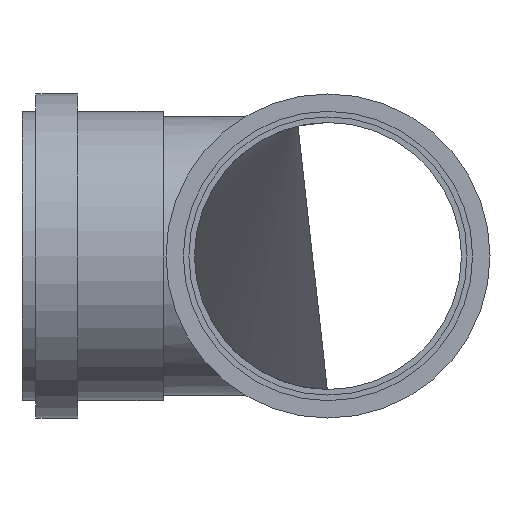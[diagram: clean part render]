
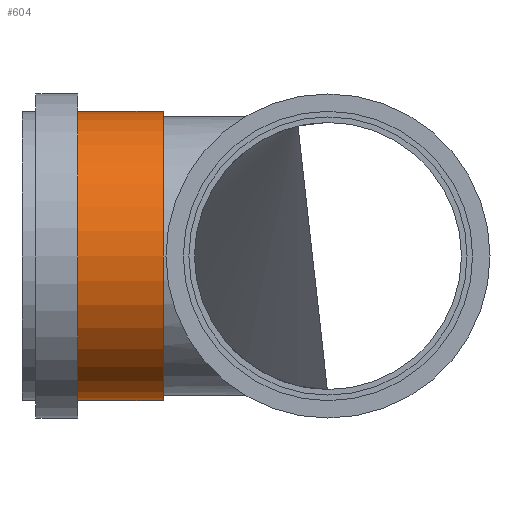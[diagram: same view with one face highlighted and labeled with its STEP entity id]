
A CAD part, left-side view. The second image highlights one B-rep face of the part: STEP entity #604.
In plain terms, the highlighted cylindrical face has radius 83.2 mm (diameter 166.4 mm), a full revolution.
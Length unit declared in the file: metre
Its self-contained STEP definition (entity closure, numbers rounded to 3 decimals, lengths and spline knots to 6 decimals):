
#393 = PLANE('',#394);
#394 = AXIS2_PLACEMENT_3D('',#395,#396,#397);
#395 = CARTESIAN_POINT('',(0.2592,0.0948,0.));
#396 = DIRECTION('',(0.,1.,-0.));
#397 = DIRECTION('',(0.,0.,1.));
#572 = EDGE_CURVE('',#573,#573,#575,.T.);
#573 = VERTEX_POINT('',#574);
#574 = CARTESIAN_POINT('',(0.176,0.0948,-0.0832));
#575 = SURFACE_CURVE('',#576,(#581,#592),.PCURVE_S1.);
#576 = CIRCLE('',#577,0.0832);
#577 = AXIS2_PLACEMENT_3D('',#578,#579,#580);
#578 = CARTESIAN_POINT('',(0.176,0.0948,0.));
#579 = DIRECTION('',(0.,-1.,0.));
#580 = DIRECTION('',(-0.,0.,-1.));
#581 = PCURVE('',#393,#582);
#582 = DEFINITIONAL_REPRESENTATION('',(#583),#591);
#583 = ( BOUNDED_CURVE() B_SPLINE_CURVE(2,(#584,#585,#586,#587,#588,#589
,#590),.UNSPECIFIED.,.T.,.F.) B_SPLINE_CURVE_WITH_KNOTS((1,2,2,2,2,1),(
    -2.094395,0.,2.094395,4.18879,6.283185,
8.37758),.UNSPECIFIED.) CURVE() GEOMETRIC_REPRESENTATION_ITEM() 
RATIONAL_B_SPLINE_CURVE((1.,0.5,1.,0.5,1.,0.5,1.)) REPRESENTATION_ITEM(
  '') );
#584 = CARTESIAN_POINT('',(-0.083,-0.083));
#585 = CARTESIAN_POINT('',(-0.083,0.061));
#586 = CARTESIAN_POINT('',(0.042,-0.011));
#587 = CARTESIAN_POINT('',(0.166,-0.083));
#588 = CARTESIAN_POINT('',(0.042,-0.155));
#589 = CARTESIAN_POINT('',(-0.083,-0.227));
#590 = CARTESIAN_POINT('',(-0.083,-0.083));
#591 = ( GEOMETRIC_REPRESENTATION_CONTEXT(2) 
PARAMETRIC_REPRESENTATION_CONTEXT() REPRESENTATION_CONTEXT('2D SPACE',''
  ) );
#592 = PCURVE('',#593,#598);
#593 = CYLINDRICAL_SURFACE('',#594,0.0832);
#594 = AXIS2_PLACEMENT_3D('',#595,#596,#597);
#595 = CARTESIAN_POINT('',(0.176,-0.158,0.));
#596 = DIRECTION('',(0.,-1.,0.));
#597 = DIRECTION('',(-0.,0.,-1.));
#598 = DEFINITIONAL_REPRESENTATION('',(#599),#603);
#599 = LINE('',#600,#601);
#600 = CARTESIAN_POINT('',(0.,-0.253));
#601 = VECTOR('',#602,1.);
#602 = DIRECTION('',(1.,0.));
#603 = ( GEOMETRIC_REPRESENTATION_CONTEXT(2) 
PARAMETRIC_REPRESENTATION_CONTEXT() REPRESENTATION_CONTEXT('2D SPACE',''
  ) );
#604 = ADVANCED_FACE('',(#605),#593,.T.);
#605 = FACE_BOUND('',#606,.T.);
#606 = EDGE_LOOP('',(#607,#608,#630,#661));
#607 = ORIENTED_EDGE('',*,*,#572,.F.);
#608 = ORIENTED_EDGE('',*,*,#609,.F.);
#609 = EDGE_CURVE('',#610,#573,#612,.T.);
#610 = VERTEX_POINT('',#611);
#611 = CARTESIAN_POINT('',(0.176,0.144,-0.0832));
#612 = SEAM_CURVE('',#613,(#616,#623),.PCURVE_S1.);
#613 = B_SPLINE_CURVE_WITH_KNOTS('',1,(#614,#615),.UNSPECIFIED.,.F.,.F.,
  (2,2),(-0.302,-0.2528),.PIECEWISE_BEZIER_KNOTS.);
#614 = CARTESIAN_POINT('',(0.176,0.144,-0.0832));
#615 = CARTESIAN_POINT('',(0.176,0.0948,-0.0832));
#616 = PCURVE('',#593,#617);
#617 = DEFINITIONAL_REPRESENTATION('',(#618),#622);
#618 = LINE('',#619,#620);
#619 = CARTESIAN_POINT('',(0.,0.));
#620 = VECTOR('',#621,1.);
#621 = DIRECTION('',(0.,1.));
#622 = ( GEOMETRIC_REPRESENTATION_CONTEXT(2) 
PARAMETRIC_REPRESENTATION_CONTEXT() REPRESENTATION_CONTEXT('2D SPACE',''
  ) );
#623 = PCURVE('',#593,#624);
#624 = DEFINITIONAL_REPRESENTATION('',(#625),#629);
#625 = LINE('',#626,#627);
#626 = CARTESIAN_POINT('',(6.283,0.));
#627 = VECTOR('',#628,1.);
#628 = DIRECTION('',(0.,1.));
#629 = ( GEOMETRIC_REPRESENTATION_CONTEXT(2) 
PARAMETRIC_REPRESENTATION_CONTEXT() REPRESENTATION_CONTEXT('2D SPACE',''
  ) );
#630 = ORIENTED_EDGE('',*,*,#631,.T.);
#631 = EDGE_CURVE('',#610,#610,#632,.T.);
#632 = SURFACE_CURVE('',#633,(#638,#645),.PCURVE_S1.);
#633 = CIRCLE('',#634,0.0832);
#634 = AXIS2_PLACEMENT_3D('',#635,#636,#637);
#635 = CARTESIAN_POINT('',(0.176,0.144,0.));
#636 = DIRECTION('',(0.,-1.,0.));
#637 = DIRECTION('',(-0.,0.,-1.));
#638 = PCURVE('',#593,#639);
#639 = DEFINITIONAL_REPRESENTATION('',(#640),#644);
#640 = LINE('',#641,#642);
#641 = CARTESIAN_POINT('',(0.,-0.302));
#642 = VECTOR('',#643,1.);
#643 = DIRECTION('',(1.,0.));
#644 = ( GEOMETRIC_REPRESENTATION_CONTEXT(2) 
PARAMETRIC_REPRESENTATION_CONTEXT() REPRESENTATION_CONTEXT('2D SPACE',''
  ) );
#645 = PCURVE('',#646,#651);
#646 = PLANE('',#647);
#647 = AXIS2_PLACEMENT_3D('',#648,#649,#650);
#648 = CARTESIAN_POINT('',(0.2592,0.144,0.));
#649 = DIRECTION('',(0.,1.,-0.));
#650 = DIRECTION('',(0.,0.,1.));
#651 = DEFINITIONAL_REPRESENTATION('',(#652),#660);
#652 = ( BOUNDED_CURVE() B_SPLINE_CURVE(2,(#653,#654,#655,#656,#657,#658
,#659),.UNSPECIFIED.,.T.,.F.) B_SPLINE_CURVE_WITH_KNOTS((1,2,2,2,2,1),(
    -2.094395,0.,2.094395,4.18879,6.283185,
8.37758),.UNSPECIFIED.) CURVE() GEOMETRIC_REPRESENTATION_ITEM() 
RATIONAL_B_SPLINE_CURVE((1.,0.5,1.,0.5,1.,0.5,1.)) REPRESENTATION_ITEM(
  '') );
#653 = CARTESIAN_POINT('',(-0.083,-0.083));
#654 = CARTESIAN_POINT('',(-0.083,0.061));
#655 = CARTESIAN_POINT('',(0.042,-0.011));
#656 = CARTESIAN_POINT('',(0.166,-0.083));
#657 = CARTESIAN_POINT('',(0.042,-0.155));
#658 = CARTESIAN_POINT('',(-0.083,-0.227));
#659 = CARTESIAN_POINT('',(-0.083,-0.083));
#660 = ( GEOMETRIC_REPRESENTATION_CONTEXT(2) 
PARAMETRIC_REPRESENTATION_CONTEXT() REPRESENTATION_CONTEXT('2D SPACE',''
  ) );
#661 = ORIENTED_EDGE('',*,*,#609,.T.);
